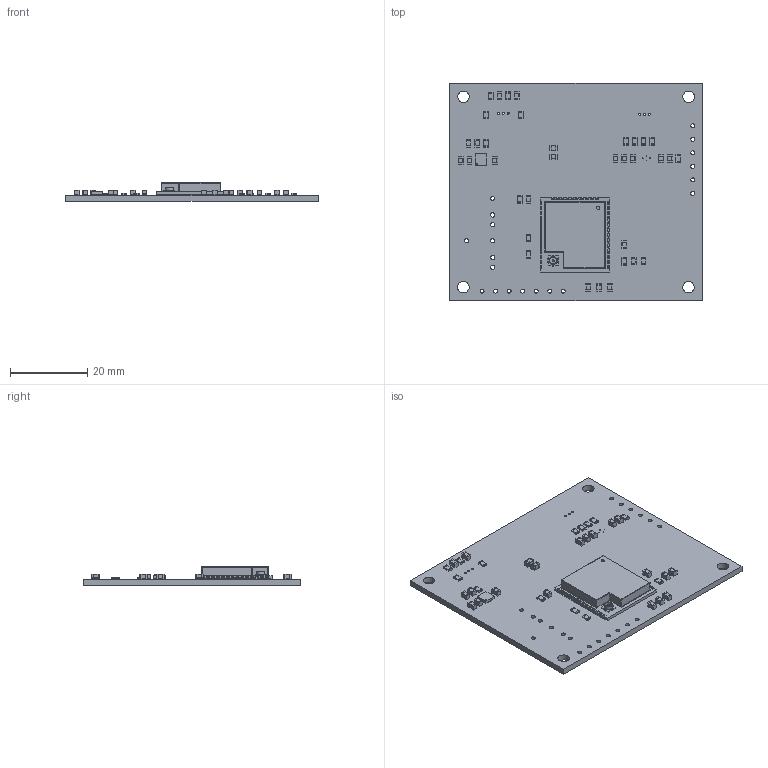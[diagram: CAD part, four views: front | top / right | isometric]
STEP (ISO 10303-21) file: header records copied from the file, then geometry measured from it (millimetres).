
FILE_DESCRIPTION(('KiCad electronic assembly'),'2;1');
FILE_NAME('E-Ink.step','2019-12-15T18:41:24',('An Author'),('A Company') ,'Open CASCADE STEP processor 6.9','KiCad to STEP converter','Unknown' );
FILE_SCHEMA(('AUTOMOTIVE_DESIGN { 1 0 10303 214 1 1 1 1 }'));
Length unit declared in the file: millimetre
Products named in the file (10): Open CASCADE STEP translator 6.9 1; WSON-8-1EP_3x3mm_P0.5mm_EP1.6x2.0mm; SOLID; C_0805_2012Metric; R_0805_2012Metric; ESP32-WROOM-32U; COMPOUND
Assembly tree (42 placements, depth 3):
  Open CASCADE STEP translator 6.9 1
    WSON-8-1EP_3x3mm_P0.5mm_EP1.6x2.0mm
      SOLID
    C_0805_2012Metric  x21
      SOLID
    R_0805_2012Metric  x14
      SOLID
    ESP32-WROOM-32U
      SOLID
    COMPOUND
Bounding box: 65.21 x 56.19 x 4.85 mm (x, y, z)
Volume: 6736 mm3; surface area: 9148.6 mm2
Topology: 38 solids, 38 shells, 1820 faces, 4659 edges, 2960 vertices
Faces by surface type: plane 1318, cylinder 495, sphere 5, torus 1, revolution 1
Full cylindrical faces by diameter (mm): 0.2 x4, 0.25 x1, 0.5 x1, 0.55 x6, 0.8 x1, 1.02 x16, 1.1 x4, 1.8 x1, 2 x1, 3 x4
Entity records: 64827 total; most frequent: CARTESIAN_POINT 10572, DIRECTION 9270, LINE 5711, VECTOR 5711, ORIENTED_EDGE 4660, PCURVE 4660, DEFINITIONAL_REPRESENTATION 4660, EDGE_CURVE 2330
